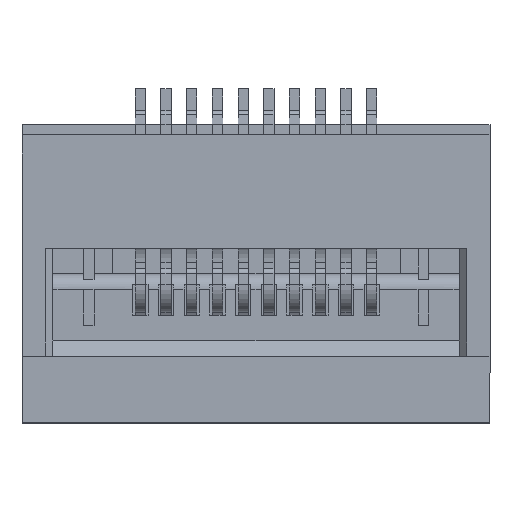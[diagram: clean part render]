
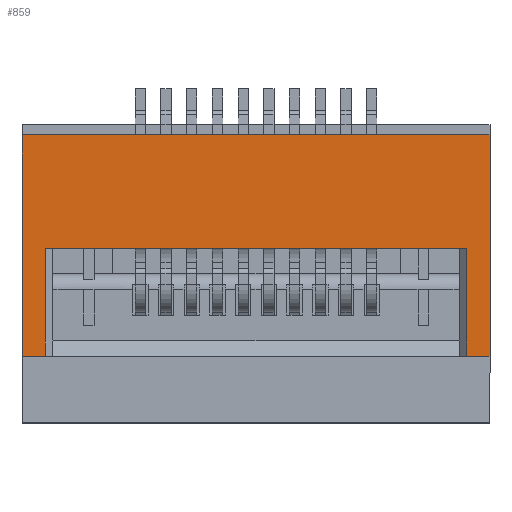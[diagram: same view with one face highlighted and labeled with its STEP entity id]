
A CAD part, top view. The second image highlights one B-rep face of the part: STEP entity #859.
In plain terms, the highlighted planar face has unit normal (0, 0, 1).
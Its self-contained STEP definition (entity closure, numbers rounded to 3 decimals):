
#859 = ADVANCED_FACE( '', ( #1689 ), #1690, .T. );
#1689 = FACE_OUTER_BOUND( '', #2552, .T. );
#1690 = PLANE( '', #2553 );
#2552 = EDGE_LOOP( '', ( #4697, #4698, #4699, #4700, #4701, #4702, #4703, #4704 ) );
#2553 = AXIS2_PLACEMENT_3D( '', #4705, #4706, #4707 );
#4697 = ORIENTED_EDGE( '', *, *, #6273, .T. );
#4698 = ORIENTED_EDGE( '', *, *, #6791, .F. );
#4699 = ORIENTED_EDGE( '', *, *, #6690, .F. );
#4700 = ORIENTED_EDGE( '', *, *, #6792, .F. );
#4701 = ORIENTED_EDGE( '', *, *, #6793, .T. );
#4702 = ORIENTED_EDGE( '', *, *, #6794, .T. );
#4703 = ORIENTED_EDGE( '', *, *, #5990, .T. );
#4704 = ORIENTED_EDGE( '', *, *, #6795, .F. );
#4705 = CARTESIAN_POINT( '', ( 4.55, -2.25, 1.1 ) );
#4706 = DIRECTION( '', ( 0., 0., 1. ) );
#4707 = DIRECTION( '', ( 1., 0., 0. ) );
#5990 = EDGE_CURVE( '', #7329, #7333, #7335, .T. );
#6273 = EDGE_CURVE( '', #7825, #7823, #7826, .T. );
#6690 = EDGE_CURVE( '', #8430, #8420, #8432, .T. );
#6791 = EDGE_CURVE( '', #8420, #7823, #8564, .T. );
#6792 = EDGE_CURVE( '', #8565, #8430, #8566, .T. );
#6793 = EDGE_CURVE( '', #8565, #8567, #8568, .T. );
#6794 = EDGE_CURVE( '', #8567, #7329, #8569, .T. );
#6795 = EDGE_CURVE( '', #7825, #7333, #8570, .T. );
#7329 = VERTEX_POINT( '', #9249 );
#7333 = VERTEX_POINT( '', #9255 );
#7335 = LINE( '', #9258, #9259 );
#7823 = VERTEX_POINT( '', #9981 );
#7825 = VERTEX_POINT( '', #9984 );
#7826 = LINE( '', #9985, #9986 );
#8420 = VERTEX_POINT( '', #10856 );
#8430 = VERTEX_POINT( '', #10872 );
#8432 = LINE( '', #10875, #10876 );
#8564 = LINE( '', #11075, #11076 );
#8565 = VERTEX_POINT( '', #11077 );
#8566 = LINE( '', #11078, #11079 );
#8567 = VERTEX_POINT( '', #11080 );
#8568 = LINE( '', #11081, #11082 );
#8569 = LINE( '', #11083, #11084 );
#8570 = LINE( '', #11085, #11086 );
#9249 = CARTESIAN_POINT( '', ( 4.1, -0.15, 1.1 ) );
#9255 = CARTESIAN_POINT( '', ( 4.1, -2.25, 1.1 ) );
#9258 = CARTESIAN_POINT( '', ( 4.1, -2.25, 1.1 ) );
#9259 = VECTOR( '', #11689, 1000. );
#9981 = CARTESIAN_POINT( '', ( 4.55, 2.05, 1.1 ) );
#9984 = CARTESIAN_POINT( '', ( 4.55, -2.25, 1.1 ) );
#9985 = CARTESIAN_POINT( '', ( 4.55, -2.25, 1.1 ) );
#9986 = VECTOR( '', #11949, 1000. );
#10856 = CARTESIAN_POINT( '', ( -4.55, 2.05, 1.1 ) );
#10872 = CARTESIAN_POINT( '', ( -4.55, -2.25, 1.1 ) );
#10875 = CARTESIAN_POINT( '', ( -4.55, -2.25, 1.1 ) );
#10876 = VECTOR( '', #12347, 1000. );
#11075 = CARTESIAN_POINT( '', ( -5.837, 2.05, 1.1 ) );
#11076 = VECTOR( '', #12421, 1000. );
#11077 = CARTESIAN_POINT( '', ( -4.1, -2.25, 1.1 ) );
#11078 = CARTESIAN_POINT( '', ( 4.55, -2.25, 1.1 ) );
#11079 = VECTOR( '', #12422, 1000. );
#11080 = CARTESIAN_POINT( '', ( -4.1, -0.15, 1.1 ) );
#11081 = CARTESIAN_POINT( '', ( -4.1, -2.25, 1.1 ) );
#11082 = VECTOR( '', #12423, 1000. );
#11083 = CARTESIAN_POINT( '', ( 2.8, -0.15, 1.1 ) );
#11084 = VECTOR( '', #12424, 1000. );
#11085 = CARTESIAN_POINT( '', ( 4.55, -2.25, 1.1 ) );
#11086 = VECTOR( '', #12425, 1000. );
#11689 = DIRECTION( '', ( 0., -1., 0. ) );
#11949 = DIRECTION( '', ( 0., 1., 0. ) );
#12347 = DIRECTION( '', ( 0., 1., 0. ) );
#12421 = DIRECTION( '', ( 1., 0., 0. ) );
#12422 = DIRECTION( '', ( -1., 0., 0. ) );
#12423 = DIRECTION( '', ( 0., 1., 0. ) );
#12424 = DIRECTION( '', ( 1., 0., 0. ) );
#12425 = DIRECTION( '', ( -1., 0., 0. ) );
